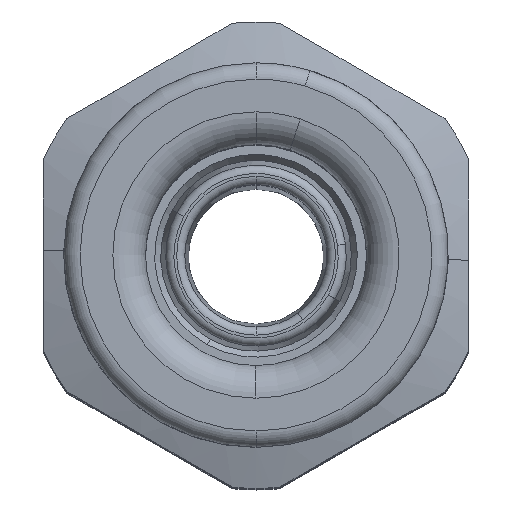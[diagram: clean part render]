
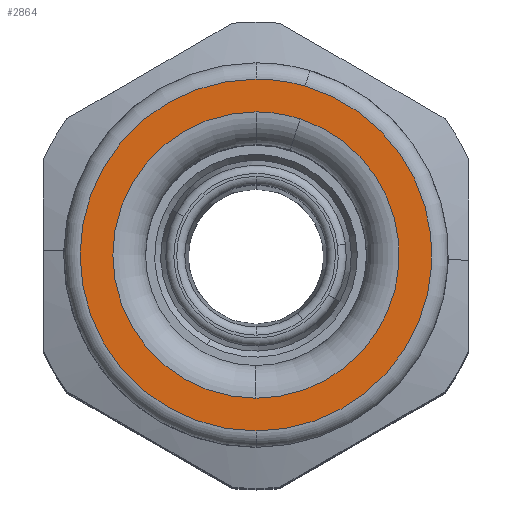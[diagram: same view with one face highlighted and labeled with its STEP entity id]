
A CAD part, top view. The second image highlights one B-rep face of the part: STEP entity #2864.
In plain terms, the highlighted planar face has unit normal (0, 0, 1).
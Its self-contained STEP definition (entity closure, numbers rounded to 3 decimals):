
#2705=AXIS2_PLACEMENT_3D('Circle Axis2P3D',#2703,#2704,$) ;
#2722=AXIS2_PLACEMENT_3D('Circle Axis2P3D',#2720,#2721,$) ;
#2746=AXIS2_PLACEMENT_3D('Circle Axis2P3D',#2744,#2745,$) ;
#2831=AXIS2_PLACEMENT_3D('Plane Axis2P3D',#2828,#2829,#2830) ;
#2840=AXIS2_PLACEMENT_3D('Circle Axis2P3D',#2838,#2839,$) ;
#2849=AXIS2_PLACEMENT_3D('Circle Axis2P3D',#2847,#2848,$) ;
#2856=AXIS2_PLACEMENT_3D('Circle Axis2P3D',#2854,#2855,$) ;
#2693=CARTESIAN_POINT('Vertex',(16.,24.573,77.9)) ;
#2700=CARTESIAN_POINT('Vertex',(13.,25.,77.9)) ;
#2703=CARTESIAN_POINT('Axis2P3D Location',(13.,14.25,77.9)) ;
#2720=CARTESIAN_POINT('Axis2P3D Location',(13.,14.25,77.9)) ;
#2724=CARTESIAN_POINT('Vertex',(13.,3.5,77.9)) ;
#2744=CARTESIAN_POINT('Axis2P3D Location',(13.,14.25,77.9)) ;
#2828=CARTESIAN_POINT('Axis2P3D Location',(13.,14.25,77.9)) ;
#2838=CARTESIAN_POINT('Axis2P3D Location',(13.,14.25,77.9)) ;
#2842=CARTESIAN_POINT('Vertex',(15.704,22.572,77.9)) ;
#2844=CARTESIAN_POINT('Vertex',(13.,23.,77.9)) ;
#2847=CARTESIAN_POINT('Axis2P3D Location',(13.,14.25,77.9)) ;
#2851=CARTESIAN_POINT('Vertex',(13.,5.5,77.9)) ;
#2854=CARTESIAN_POINT('Axis2P3D Location',(13.,14.25,77.9)) ;
#2704=DIRECTION('Axis2P3D Direction',(0.,0.,1.)) ;
#2721=DIRECTION('Axis2P3D Direction',(0.,0.,1.)) ;
#2745=DIRECTION('Axis2P3D Direction',(0.,0.,1.)) ;
#2829=DIRECTION('Axis2P3D Direction',(0.,0.,1.)) ;
#2830=DIRECTION('Axis2P3D XDirection',(0.,1.,0.)) ;
#2839=DIRECTION('Axis2P3D Direction',(0.,0.,1.)) ;
#2848=DIRECTION('Axis2P3D Direction',(0.,0.,1.)) ;
#2855=DIRECTION('Axis2P3D Direction',(0.,0.,1.)) ;
#2834=ORIENTED_EDGE('',*,*,#2748,.T.) ;
#2835=ORIENTED_EDGE('',*,*,#2726,.T.) ;
#2836=ORIENTED_EDGE('',*,*,#2707,.T.) ;
#2860=ORIENTED_EDGE('',*,*,#2846,.F.) ;
#2861=ORIENTED_EDGE('',*,*,#2853,.F.) ;
#2862=ORIENTED_EDGE('',*,*,#2858,.F.) ;
#2863=FACE_BOUND('',#2859,.T.) ;
#2864=ADVANCED_FACE('PartBody',(#2837,#2863),#2832,.T.) ;
#2706=CIRCLE('generated circle',#2705,10.75) ;
#2723=CIRCLE('generated circle',#2722,10.75) ;
#2747=CIRCLE('generated circle',#2746,10.75) ;
#2841=CIRCLE('generated circle',#2840,8.75) ;
#2850=CIRCLE('generated circle',#2849,8.75) ;
#2857=CIRCLE('generated circle',#2856,8.75) ;
#2707=EDGE_CURVE('',#2694,#2701,#2706,.T.) ;
#2726=EDGE_CURVE('',#2725,#2694,#2723,.T.) ;
#2748=EDGE_CURVE('',#2701,#2725,#2747,.T.) ;
#2846=EDGE_CURVE('',#2843,#2845,#2841,.T.) ;
#2853=EDGE_CURVE('',#2852,#2843,#2850,.T.) ;
#2858=EDGE_CURVE('',#2845,#2852,#2857,.T.) ;
#2833=EDGE_LOOP('',(#2834,#2835,#2836)) ;
#2859=EDGE_LOOP('',(#2860,#2861,#2862)) ;
#2837=FACE_OUTER_BOUND('',#2833,.T.) ;
#2832=PLANE('',#2831) ;
#2694=VERTEX_POINT('',#2693) ;
#2701=VERTEX_POINT('',#2700) ;
#2725=VERTEX_POINT('',#2724) ;
#2843=VERTEX_POINT('',#2842) ;
#2845=VERTEX_POINT('',#2844) ;
#2852=VERTEX_POINT('',#2851) ;
